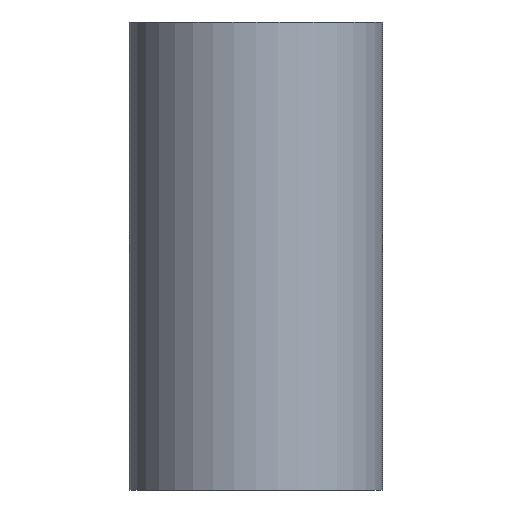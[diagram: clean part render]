
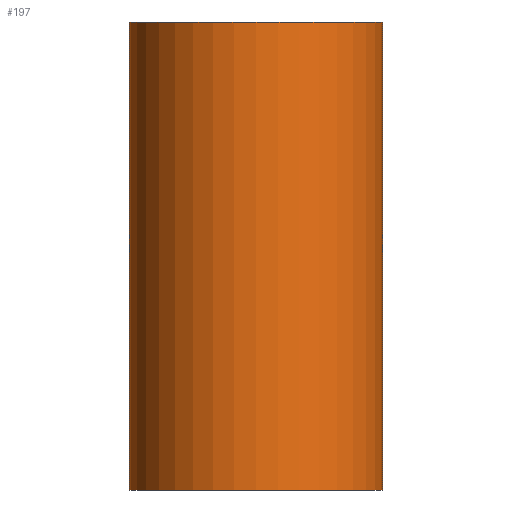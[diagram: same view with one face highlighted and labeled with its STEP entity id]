
A CAD part, front view. The second image highlights one B-rep face of the part: STEP entity #197.
In plain terms, the highlighted cylindrical face has radius 53 mm (diameter 106 mm), a full revolution.
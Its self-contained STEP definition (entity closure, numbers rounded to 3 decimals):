
#16=B_SPLINE_CURVE_WITH_KNOTS('',3,(#409,#410,#411,#412,#413,#414,#415,
#416,#417,#418,#419,#420,#421,#422,#423,#424,#425,#426,#427,#428,#429,#430,
#431,#432,#433,#434,#435,#436,#437,#438,#439,#440,#441,#442,#443,#444,#445,
#446,#447,#448,#449,#450,#451,#452,#453,#454,#455,#456,#457,#458,#459,#460,
#461,#462,#463,#464,#465,#466,#467,#468,#469,#470,#471,#472,#473,#474),
 .UNSPECIFIED.,.T.,.F.,(4,2,2,2,2,2,2,2,2,2,2,2,2,2,2,2,2,2,2,2,2,2,2,2,
2,2,2,2,2,2,2,2,4),(0.,0.592,1.185,1.777,
2.37,2.959,3.548,4.137,4.727,
5.316,5.905,6.495,7.084,7.676,
8.269,8.861,9.454,10.046,10.638,
11.231,11.823,12.412,13.002,13.591,
14.18,14.77,15.359,15.948,16.537,
17.13,17.722,18.315,18.907),
 .UNSPECIFIED.);
#29=CYLINDRICAL_SURFACE('',#230,53.);
#44=FACE_BOUND('',#92,.T.);
#45=FACE_BOUND('',#93,.T.);
#61=FACE_OUTER_BOUND('',#91,.T.);
#91=EDGE_LOOP('',(#174));
#92=EDGE_LOOP('',(#175));
#93=EDGE_LOOP('',(#176));
#101=CIRCLE('',#208,53.);
#105=CIRCLE('',#215,53.);
#116=VERTEX_POINT('',#307);
#120=VERTEX_POINT('',#318);
#129=VERTEX_POINT('',#408);
#133=EDGE_CURVE('',#116,#116,#101,.T.);
#137=EDGE_CURVE('',#120,#120,#105,.T.);
#146=EDGE_CURVE('',#129,#129,#16,.T.);
#174=ORIENTED_EDGE('',*,*,#133,.F.);
#175=ORIENTED_EDGE('',*,*,#137,.F.);
#176=ORIENTED_EDGE('',*,*,#146,.T.);
#197=ADVANCED_FACE('',(#61,#44,#45),#29,.T.);
#208=AXIS2_PLACEMENT_3D('',#308,#247,#248);
#215=AXIS2_PLACEMENT_3D('',#319,#261,#262);
#230=AXIS2_PLACEMENT_3D('',#475,#291,#292);
#247=DIRECTION('center_axis',(0.,0.,1.));
#248=DIRECTION('ref_axis',(-1.,0.,0.));
#261=DIRECTION('center_axis',(0.,0.,-1.));
#262=DIRECTION('ref_axis',(-1.,0.,0.));
#291=DIRECTION('center_axis',(0.,0.,1.));
#292=DIRECTION('ref_axis',(-1.,0.,0.));
#307=CARTESIAN_POINT('',(53.,0.,98.));
#308=CARTESIAN_POINT('Origin',(0.,0.,98.));
#318=CARTESIAN_POINT('',(53.,0.,-98.));
#319=CARTESIAN_POINT('Origin',(0.,0.,-98.));
#408=CARTESIAN_POINT('',(30.5,43.345,0.));
#409=CARTESIAN_POINT('Ctrl Pts',(30.5,43.345,0.));
#410=CARTESIAN_POINT('Ctrl Pts',(30.5,43.345,1.975));
#411=CARTESIAN_POINT('Ctrl Pts',(30.305,43.484,3.995));
#412=CARTESIAN_POINT('Ctrl Pts',(29.509,44.028,7.975));
#413=CARTESIAN_POINT('Ctrl Pts',(28.907,44.432,9.936));
#414=CARTESIAN_POINT('Ctrl Pts',(27.339,45.414,13.671));
#415=CARTESIAN_POINT('Ctrl Pts',(26.372,45.99,15.45));
#416=CARTESIAN_POINT('Ctrl Pts',(24.152,47.194,18.732));
#417=CARTESIAN_POINT('Ctrl Pts',(22.899,47.82,20.235));
#418=CARTESIAN_POINT('Ctrl Pts',(20.242,49.004,22.892));
#419=CARTESIAN_POINT('Ctrl Pts',(18.742,49.606,24.144));
#420=CARTESIAN_POINT('Ctrl Pts',(15.459,50.725,26.366));
#421=CARTESIAN_POINT('Ctrl Pts',(13.676,51.241,27.337));
#422=CARTESIAN_POINT('Ctrl Pts',(9.93,52.097,28.91));
#423=CARTESIAN_POINT('Ctrl Pts',(7.964,52.437,29.512));
#424=CARTESIAN_POINT('Ctrl Pts',(3.981,52.888,30.307));
#425=CARTESIAN_POINT('Ctrl Pts',(1.964,53.,30.5));
#426=CARTESIAN_POINT('Ctrl Pts',(-1.964,53.,30.5));
#427=CARTESIAN_POINT('Ctrl Pts',(-3.981,52.888,30.307));
#428=CARTESIAN_POINT('Ctrl Pts',(-7.964,52.437,29.512));
#429=CARTESIAN_POINT('Ctrl Pts',(-9.93,52.097,28.91));
#430=CARTESIAN_POINT('Ctrl Pts',(-13.676,51.241,27.337));
#431=CARTESIAN_POINT('Ctrl Pts',(-15.459,50.725,26.366));
#432=CARTESIAN_POINT('Ctrl Pts',(-18.742,49.606,24.144));
#433=CARTESIAN_POINT('Ctrl Pts',(-20.242,49.004,22.892));
#434=CARTESIAN_POINT('Ctrl Pts',(-22.899,47.82,20.235));
#435=CARTESIAN_POINT('Ctrl Pts',(-24.152,47.194,18.732));
#436=CARTESIAN_POINT('Ctrl Pts',(-26.372,45.99,15.45));
#437=CARTESIAN_POINT('Ctrl Pts',(-27.339,45.414,13.671));
#438=CARTESIAN_POINT('Ctrl Pts',(-28.907,44.432,9.936));
#439=CARTESIAN_POINT('Ctrl Pts',(-29.509,44.028,7.975));
#440=CARTESIAN_POINT('Ctrl Pts',(-30.305,43.484,3.995));
#441=CARTESIAN_POINT('Ctrl Pts',(-30.5,43.345,1.975));
#442=CARTESIAN_POINT('Ctrl Pts',(-30.5,43.345,-1.975));
#443=CARTESIAN_POINT('Ctrl Pts',(-30.305,43.484,-3.995));
#444=CARTESIAN_POINT('Ctrl Pts',(-29.509,44.028,-7.975));
#445=CARTESIAN_POINT('Ctrl Pts',(-28.907,44.432,-9.936));
#446=CARTESIAN_POINT('Ctrl Pts',(-27.339,45.414,-13.671));
#447=CARTESIAN_POINT('Ctrl Pts',(-26.372,45.99,-15.45));
#448=CARTESIAN_POINT('Ctrl Pts',(-24.152,47.194,-18.732));
#449=CARTESIAN_POINT('Ctrl Pts',(-22.899,47.82,-20.235));
#450=CARTESIAN_POINT('Ctrl Pts',(-20.242,49.004,-22.892));
#451=CARTESIAN_POINT('Ctrl Pts',(-18.742,49.606,-24.144));
#452=CARTESIAN_POINT('Ctrl Pts',(-15.459,50.725,-26.366));
#453=CARTESIAN_POINT('Ctrl Pts',(-13.676,51.241,-27.337));
#454=CARTESIAN_POINT('Ctrl Pts',(-9.93,52.097,-28.91));
#455=CARTESIAN_POINT('Ctrl Pts',(-7.964,52.437,-29.512));
#456=CARTESIAN_POINT('Ctrl Pts',(-3.981,52.888,-30.307));
#457=CARTESIAN_POINT('Ctrl Pts',(-1.964,53.,-30.5));
#458=CARTESIAN_POINT('Ctrl Pts',(1.964,53.,-30.5));
#459=CARTESIAN_POINT('Ctrl Pts',(3.981,52.888,-30.307));
#460=CARTESIAN_POINT('Ctrl Pts',(7.964,52.437,-29.512));
#461=CARTESIAN_POINT('Ctrl Pts',(9.93,52.097,-28.91));
#462=CARTESIAN_POINT('Ctrl Pts',(13.676,51.241,-27.337));
#463=CARTESIAN_POINT('Ctrl Pts',(15.459,50.725,-26.366));
#464=CARTESIAN_POINT('Ctrl Pts',(18.742,49.606,-24.144));
#465=CARTESIAN_POINT('Ctrl Pts',(20.242,49.004,-22.892));
#466=CARTESIAN_POINT('Ctrl Pts',(22.899,47.82,-20.235));
#467=CARTESIAN_POINT('Ctrl Pts',(24.152,47.194,-18.732));
#468=CARTESIAN_POINT('Ctrl Pts',(26.372,45.99,-15.45));
#469=CARTESIAN_POINT('Ctrl Pts',(27.339,45.414,-13.671));
#470=CARTESIAN_POINT('Ctrl Pts',(28.907,44.432,-9.936));
#471=CARTESIAN_POINT('Ctrl Pts',(29.509,44.028,-7.975));
#472=CARTESIAN_POINT('Ctrl Pts',(30.305,43.484,-3.995));
#473=CARTESIAN_POINT('Ctrl Pts',(30.5,43.345,-1.975));
#474=CARTESIAN_POINT('Ctrl Pts',(30.5,43.345,0.));
#475=CARTESIAN_POINT('Origin',(0.,0.,0.));
